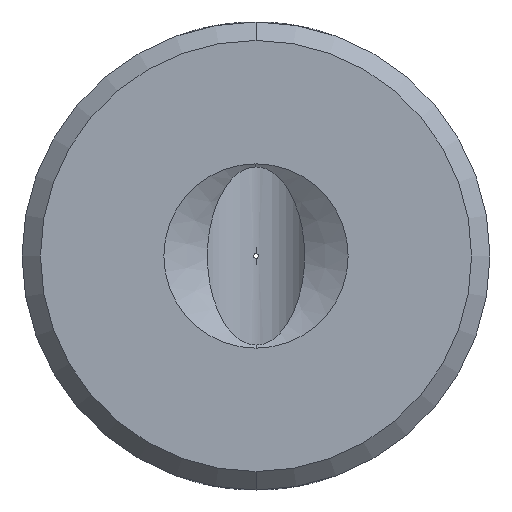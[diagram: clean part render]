
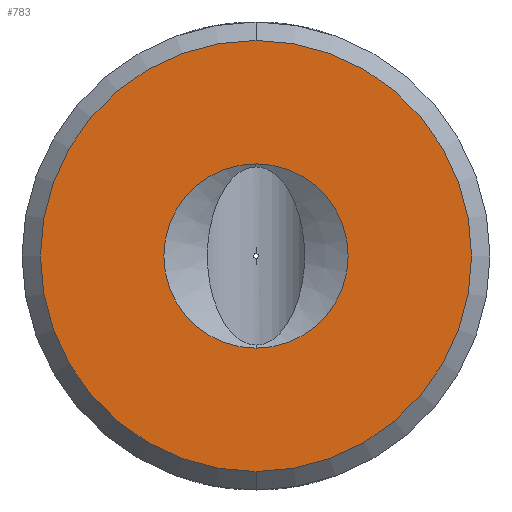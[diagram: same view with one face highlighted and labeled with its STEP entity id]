
A CAD part, front view. The second image highlights one B-rep face of the part: STEP entity #783.
In plain terms, the highlighted planar face has unit normal (0, -1, 0).
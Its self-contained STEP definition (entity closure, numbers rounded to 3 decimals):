
#1 = DIRECTION ( 'NONE',  ( 0., -1., 0. ) ) ;
#10 = AXIS2_PLACEMENT_3D ( 'NONE', #202, #115, #401 ) ;
#21 = DIRECTION ( 'NONE',  ( 0., 0., 1. ) ) ;
#26 = EDGE_CURVE ( 'NONE', #637, #713, #867, .T. ) ;
#38 = CARTESIAN_POINT ( 'NONE',  ( 0., 0., 5.85 ) ) ;
#39 = EDGE_LOOP ( 'NONE', ( #354, #273 ) ) ;
#54 = ORIENTED_EDGE ( 'NONE', *, *, #26, .F. ) ;
#115 = DIRECTION ( 'NONE',  ( 0., 1., 0. ) ) ;
#163 = AXIS2_PLACEMENT_3D ( 'NONE', #496, #556, #21 ) ;
#166 = CARTESIAN_POINT ( 'NONE',  ( 0., 0., -5.85 ) ) ;
#199 = PLANE ( 'NONE',  #776 ) ;
#202 = CARTESIAN_POINT ( 'NONE',  ( 0., 0., 0. ) ) ;
#210 = DIRECTION ( 'NONE',  ( 0., -1., 0. ) ) ;
#239 = ORIENTED_EDGE ( 'NONE', *, *, #612, .F. ) ;
#246 = FACE_OUTER_BOUND ( 'NONE', #39, .T. ) ;
#258 = CIRCLE ( 'NONE', #163, 5.85 ) ;
#261 = DIRECTION ( 'NONE',  ( 0., 1., 0. ) ) ;
#273 = ORIENTED_EDGE ( 'NONE', *, *, #611, .F. ) ;
#298 = DIRECTION ( 'NONE',  ( 0., 0., -1. ) ) ;
#326 = EDGE_LOOP ( 'NONE', ( #239, #54 ) ) ;
#333 = DIRECTION ( 'NONE',  ( 0., 0., 1. ) ) ;
#354 = ORIENTED_EDGE ( 'NONE', *, *, #750, .F. ) ;
#365 = CIRCLE ( 'NONE', #623, 2.5 ) ;
#371 = CARTESIAN_POINT ( 'NONE',  ( 0., 0., 2.5 ) ) ;
#401 = DIRECTION ( 'NONE',  ( 0., 0., 1. ) ) ;
#456 = AXIS2_PLACEMENT_3D ( 'NONE', #856, #210, #789 ) ;
#463 = CARTESIAN_POINT ( 'NONE',  ( 0., 0., 0. ) ) ;
#496 = CARTESIAN_POINT ( 'NONE',  ( 0., 0., 0. ) ) ;
#524 = FACE_BOUND ( 'NONE', #326, .T. ) ;
#556 = DIRECTION ( 'NONE',  ( 0., 1., 0. ) ) ;
#596 = CARTESIAN_POINT ( 'NONE',  ( 0., 0., 0. ) ) ;
#611 = EDGE_CURVE ( 'NONE', #614, #691, #258, .T. ) ;
#612 = EDGE_CURVE ( 'NONE', #713, #637, #365, .T. ) ;
#614 = VERTEX_POINT ( 'NONE', #166 ) ;
#623 = AXIS2_PLACEMENT_3D ( 'NONE', #596, #1, #298 ) ;
#637 = VERTEX_POINT ( 'NONE', #371 ) ;
#665 = CARTESIAN_POINT ( 'NONE',  ( 0., 0., -2.5 ) ) ;
#688 = CIRCLE ( 'NONE', #10, 5.85 ) ;
#691 = VERTEX_POINT ( 'NONE', #38 ) ;
#713 = VERTEX_POINT ( 'NONE', #665 ) ;
#750 = EDGE_CURVE ( 'NONE', #691, #614, #688, .T. ) ;
#776 = AXIS2_PLACEMENT_3D ( 'NONE', #463, #261, #333 ) ;
#783 = ADVANCED_FACE ( 'NONE', ( #524, #246 ), #199, .F. ) ;
#789 = DIRECTION ( 'NONE',  ( 0., 0., -1. ) ) ;
#856 = CARTESIAN_POINT ( 'NONE',  ( 0., 0., 0. ) ) ;
#867 = CIRCLE ( 'NONE', #456, 2.5 ) ;
